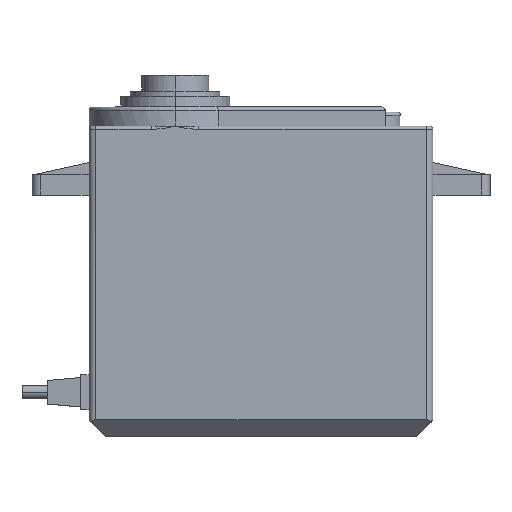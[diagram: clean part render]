
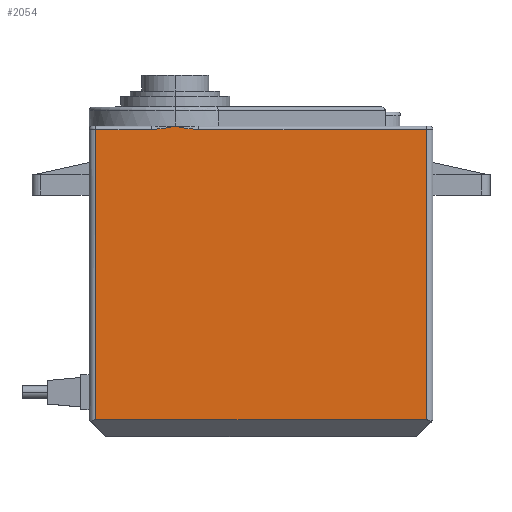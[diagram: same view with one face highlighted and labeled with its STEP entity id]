
A CAD part, top view. The second image highlights one B-rep face of the part: STEP entity #2054.
In plain terms, the highlighted planar face has unit normal (0, 0, 1).
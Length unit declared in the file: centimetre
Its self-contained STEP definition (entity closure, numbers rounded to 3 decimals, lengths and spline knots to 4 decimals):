
#92 = CARTESIAN_POINT ( 'NONE',  ( 1.97, 3.66, 1.025 ) ) ;
#167 = VECTOR ( 'NONE', #3623, 100. ) ;
#187 = CARTESIAN_POINT ( 'NONE',  ( -1.97, 3.66, 1.025 ) ) ;
#406 = VERTEX_POINT ( 'NONE', #3494 ) ;
#560 = ORIENTED_EDGE ( 'NONE', *, *, #3742, .T. ) ;
#615 = B_SPLINE_CURVE_WITH_KNOTS ( 'NONE', 3,
 ( #2155, #1200, #1555, #1512, #2166, #1815 ),
 .UNSPECIFIED., .F., .F.,
 ( 4, 2, 4 ),
 ( 0., 0.0014, 0.0028 ),
 .UNSPECIFIED. ) ;
#638 = CARTESIAN_POINT ( 'NONE',  ( -2.05, 3.7, 1.025 ) ) ;
#639 = CARTESIAN_POINT ( 'NONE',  ( -1.025, 3.7, 1.025 ) ) ;
#652 = ORIENTED_EDGE ( 'NONE', *, *, #2601, .T. ) ;
#736 = ORIENTED_EDGE ( 'NONE', *, *, #958, .T. ) ;
#773 = CARTESIAN_POINT ( 'NONE',  ( -1.97, 3.7, 1.025 ) ) ;
#871 = CARTESIAN_POINT ( 'NONE',  ( -1.97, 0.2, 1.025 ) ) ;
#909 = VECTOR ( 'NONE', #2249, 100. ) ;
#936 = EDGE_CURVE ( 'NONE', #406, #2094, #1316, .T. ) ;
#958 = EDGE_CURVE ( 'NONE', #1759, #1842, #2842, .T. ) ;
#971 = LINE ( 'NONE', #3033, #167 ) ;
#1000 = AXIS2_PLACEMENT_3D ( 'NONE', #638, #2782, #3687 ) ;
#1200 = CARTESIAN_POINT ( 'NONE',  ( -1.0718, 3.6906, 1.025 ) ) ;
#1227 = CARTESIAN_POINT ( 'NONE',  ( -0.9781, 3.6906, 1.025 ) ) ;
#1316 = B_SPLINE_CURVE_WITH_KNOTS ( 'NONE', 3,
 ( #3072, #1511, #1813, #1846, #1227, #639 ),
 .UNSPECIFIED., .F., .F.,
 ( 4, 2, 4 ),
 ( 0., 0.0014, 0.0029 ),
 .UNSPECIFIED. ) ;
#1511 = CARTESIAN_POINT ( 'NONE',  ( -0.7893, 3.66, 1.025 ) ) ;
#1512 = CARTESIAN_POINT ( 'NONE',  ( -1.2131, 3.666, 1.025 ) ) ;
#1555 = CARTESIAN_POINT ( 'NONE',  ( -1.1187, 3.6811, 1.025 ) ) ;
#1577 = VERTEX_POINT ( 'NONE', #92 ) ;
#1610 = CARTESIAN_POINT ( 'NONE',  ( -2.05, 3.66, 1.025 ) ) ;
#1641 = VECTOR ( 'NONE', #2941, 100. ) ;
#1668 = VERTEX_POINT ( 'NONE', #187 ) ;
#1680 = EDGE_LOOP ( 'NONE', ( #560, #2917, #3007, #3778, #1797, #652, #736 ) ) ;
#1759 = VERTEX_POINT ( 'NONE', #871 ) ;
#1797 = ORIENTED_EDGE ( 'NONE', *, *, #1899, .T. ) ;
#1813 = CARTESIAN_POINT ( 'NONE',  ( -0.8369, 3.666, 1.025 ) ) ;
#1815 = CARTESIAN_POINT ( 'NONE',  ( -1.3085, 3.66, 1.025 ) ) ;
#1842 = VERTEX_POINT ( 'NONE', #2131 ) ;
#1846 = CARTESIAN_POINT ( 'NONE',  ( -0.9313, 3.6811, 1.025 ) ) ;
#1849 = VERTEX_POINT ( 'NONE', #3187 ) ;
#1899 = EDGE_CURVE ( 'NONE', #1849, #1668, #971, .T. ) ;
#1981 = VECTOR ( 'NONE', #3364, 100. ) ;
#1998 = CARTESIAN_POINT ( 'NONE',  ( 1.97, 3.7, 1.025 ) ) ;
#2054 = ADVANCED_FACE ( 'NONE', ( #3716 ), #3069, .F. ) ;
#2094 = VERTEX_POINT ( 'NONE', #3426 ) ;
#2131 = CARTESIAN_POINT ( 'NONE',  ( 1.97, 0.2, 1.025 ) ) ;
#2155 = CARTESIAN_POINT ( 'NONE',  ( -1.025, 3.7, 1.025 ) ) ;
#2166 = CARTESIAN_POINT ( 'NONE',  ( -1.2607, 3.66, 1.025 ) ) ;
#2249 = DIRECTION ( 'NONE',  ( -1., 0., 0. ) ) ;
#2273 = LINE ( 'NONE', #1610, #909 ) ;
#2601 = EDGE_CURVE ( 'NONE', #1668, #1759, #3245, .T. ) ;
#2616 = DIRECTION ( 'NONE',  ( 0., -1., 0. ) ) ;
#2642 = LINE ( 'NONE', #1998, #1641 ) ;
#2782 = DIRECTION ( 'NONE',  ( 0., 0., -1. ) ) ;
#2842 = LINE ( 'NONE', #3083, #1981 ) ;
#2917 = ORIENTED_EDGE ( 'NONE', *, *, #3638, .T. ) ;
#2941 = DIRECTION ( 'NONE',  ( 0., 1., 0. ) ) ;
#3007 = ORIENTED_EDGE ( 'NONE', *, *, #936, .T. ) ;
#3033 = CARTESIAN_POINT ( 'NONE',  ( -2.05, 3.66, 1.025 ) ) ;
#3069 = PLANE ( 'NONE',  #1000 ) ;
#3072 = CARTESIAN_POINT ( 'NONE',  ( -0.7415, 3.66, 1.025 ) ) ;
#3083 = CARTESIAN_POINT ( 'NONE',  ( 2.05, 0.2, 1.025 ) ) ;
#3187 = CARTESIAN_POINT ( 'NONE',  ( -1.3085, 3.66, 1.025 ) ) ;
#3245 = LINE ( 'NONE', #773, #3657 ) ;
#3353 = EDGE_CURVE ( 'NONE', #2094, #1849, #615, .T. ) ;
#3364 = DIRECTION ( 'NONE',  ( 1., 0., 0. ) ) ;
#3426 = CARTESIAN_POINT ( 'NONE',  ( -1.025, 3.7, 1.025 ) ) ;
#3494 = CARTESIAN_POINT ( 'NONE',  ( -0.7415, 3.66, 1.025 ) ) ;
#3623 = DIRECTION ( 'NONE',  ( -1., 0., 0. ) ) ;
#3638 = EDGE_CURVE ( 'NONE', #1577, #406, #2273, .T. ) ;
#3657 = VECTOR ( 'NONE', #2616, 100. ) ;
#3687 = DIRECTION ( 'NONE',  ( -1., 0., 0. ) ) ;
#3716 = FACE_OUTER_BOUND ( 'NONE', #1680, .T. ) ;
#3742 = EDGE_CURVE ( 'NONE', #1842, #1577, #2642, .T. ) ;
#3778 = ORIENTED_EDGE ( 'NONE', *, *, #3353, .T. ) ;
